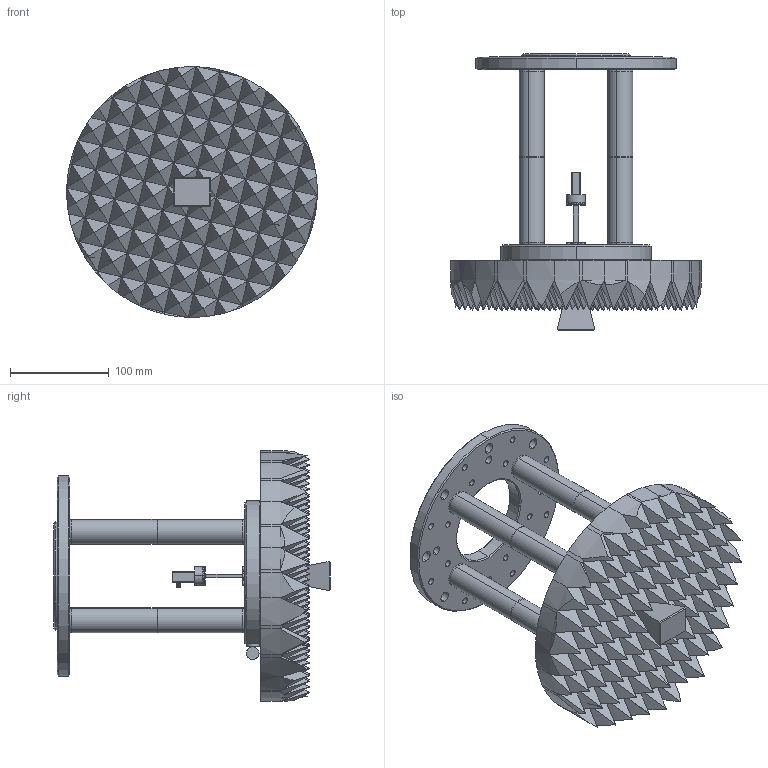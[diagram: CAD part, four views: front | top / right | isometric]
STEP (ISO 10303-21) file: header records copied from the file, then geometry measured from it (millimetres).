
FILE_DESCRIPTION (( 'STEP AP203' ), '1' );
FILE_NAME ('STY-MAA-AZ-151F-R1.STEP', '2024-05-01T21:57:21', ( '' ), ( '' ), 'SwSTEP 2.0', 'SolidWorks 2021', '' );
FILE_SCHEMA (( 'CONFIG_CONTROL_DESIGN' ));
Length unit declared in the file: inch
Products named in the file (1): STY-MAA-AZ-151F-R1
Bounding box: 253.91 x 279.98 x 253.91 mm (x, y, z)
Volume: 2503393.4 mm3; surface area: 493640.1 mm2
Topology: 84 solids, 92 shells, 1443 faces, 3119 edges, 1909 vertices
Faces by surface type: plane 631, bspline 379, cylinder 338, cone 79, torus 16
Entity records: 44195 total; most frequent: CARTESIAN_POINT 14534, ORIENTED_EDGE 6230, DIRECTION 5357, EDGE_CURVE 3115, LINE 1931, VECTOR 1931, VERTEX_POINT 1909, AXIS2_PLACEMENT_3D 1713
